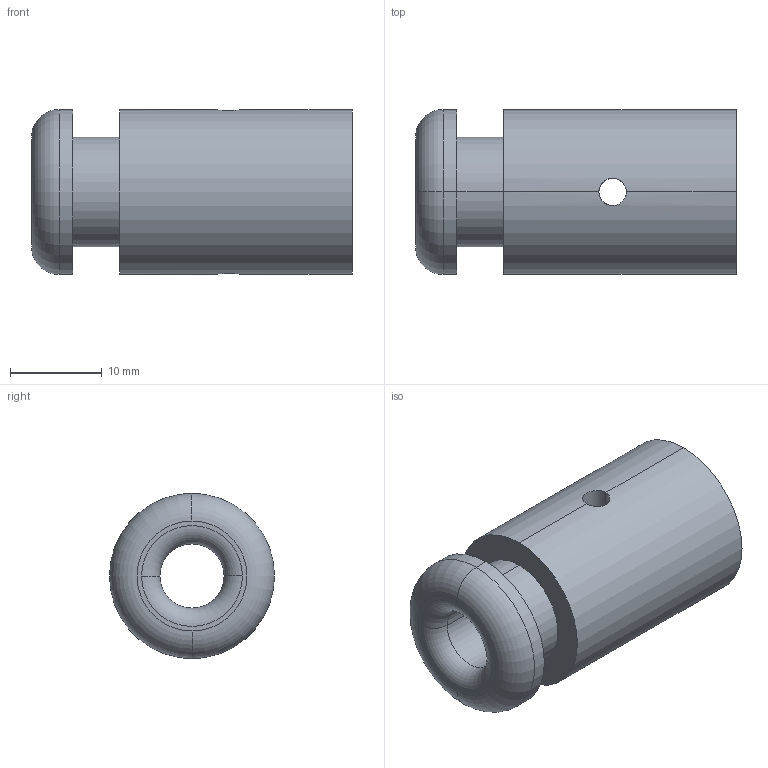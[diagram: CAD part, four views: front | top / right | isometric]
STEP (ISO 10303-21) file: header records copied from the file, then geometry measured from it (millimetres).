
FILE_DESCRIPTION((''),'2;1');
FILE_NAME('CAO_0000113952','2023-04-17T',('roye'),(''),'CREO PARAMETRIC BY PTC INC, 2015290','CREO PARAMETRIC BY PTC INC, 2015290','');
FILE_SCHEMA(('CONFIG_CONTROL_DESIGN'));
Length unit declared in the file: millimetre
Products named in the file (1): CAO_0000113952
Bounding box: 35 x 18 x 18 mm (x, y, z)
Volume: 5424.7 mm3; surface area: 3739.1 mm2
Topology: 1 solids, 1 shells, 36 faces, 93 edges, 58 vertices
Faces by surface type: cylinder 21, bspline 6, plane 5, torus 4
Entity records: 4898 total; most frequent: CARTESIAN_POINT 4041, ORIENTED_EDGE 186, DIRECTION 143, EDGE_CURVE 93, AXIS2_PLACEMENT_3D 59, VERTEX_POINT 58, EDGE_LOOP 41, B_SPLINE_CURVE_WITH_KNOTS 39
